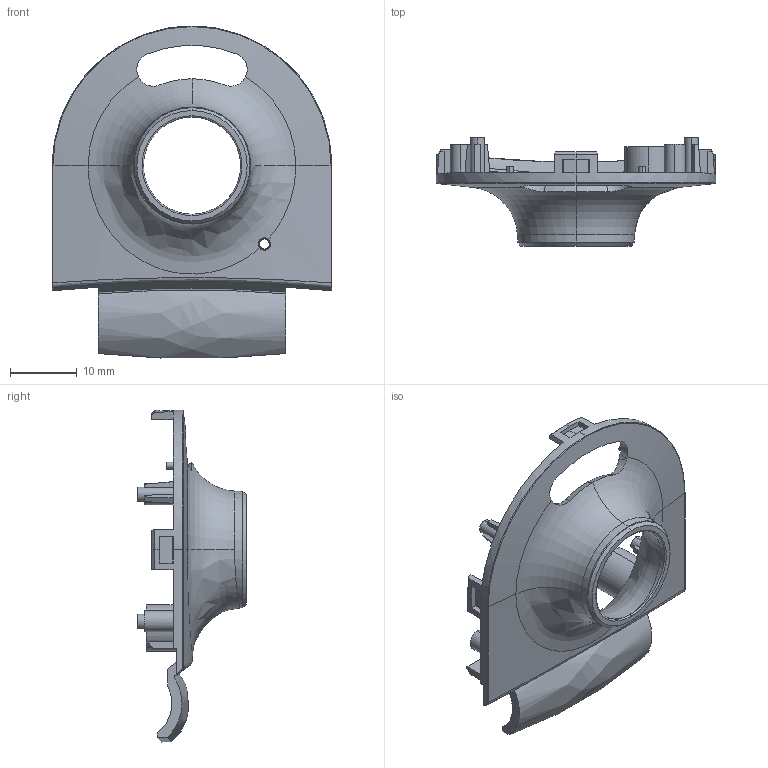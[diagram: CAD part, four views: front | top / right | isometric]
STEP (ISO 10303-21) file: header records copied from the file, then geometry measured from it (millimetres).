
FILE_DESCRIPTION (( 'STEP AP214' ), '1' );
FILE_NAME ('1.STEP', '2022-12-12T11:28:12', ( '' ), ( '' ), 'SwSTEP 2.0', 'SolidWorks 2020', '' );
FILE_SCHEMA (( 'AUTOMOTIVE_DESIGN' ));
Length unit declared in the file: millimetre
Products named in the file (1): 1
Bounding box: 41.8 x 16.23 x 49.67 mm (x, y, z)
Volume: 2845.7 mm3; surface area: 4770.4 mm2
Topology: 1 solids, 1 shells, 191 faces, 532 edges, 349 vertices
Faces by surface type: plane 89, cylinder 40, cone 23, bspline 23, torus 12, sphere 4
Entity records: 8271 total; most frequent: CARTESIAN_POINT 3712, ORIENTED_EDGE 1064, DIRECTION 808, EDGE_CURVE 532, VERTEX_POINT 349, AXIS2_PLACEMENT_3D 300, LINE 208, VECTOR 208
